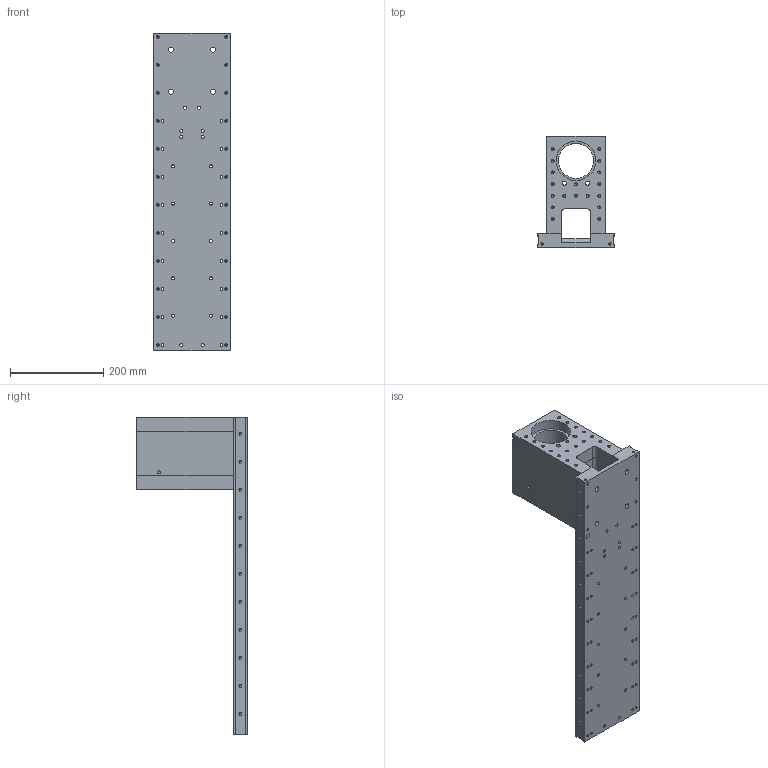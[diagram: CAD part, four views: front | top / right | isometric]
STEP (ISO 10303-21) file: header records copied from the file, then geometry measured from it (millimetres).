
FILE_DESCRIPTION(('FreeCAD Model'),'2;1');
FILE_NAME('Open CASCADE Shape Model','2025-01-13T21:58:12',(''),(''), 'Open CASCADE STEP processor 7.8','FreeCAD','Unknown');
FILE_SCHEMA(('AUTOMOTIVE_DESIGN { 1 0 10303 214 1 1 1 1 }'));
Length unit declared in the file: millimetre
Products named in the file (1): BaseAndHeadstock3DP
Bounding box: 164 x 237.5 x 680 mm (x, y, z)
Volume: 4643954.2 mm3; surface area: 592567.5 mm2
Topology: 1 solids, 1 shells, 290 faces, 794 edges, 513 vertices
Faces by surface type: cylinder 155, plane 94, cone 41
Full cylindrical faces by diameter (mm): 3 x24, 5 x3, 5.6 x42, 6.4 x59, 6.55 x2, 9 x2, 10 x3, 11 x4, 75 x1, 85 x1, 90 x1
Entity records: 38197 total; most frequent: CARTESIAN_POINT 22802, DIRECTION 2829, ORIENTED_EDGE 1508, PCURVE 1508, DEFINITIONAL_REPRESENTATION 1508, LINE 1503, VECTOR 1503, EDGE_CURVE 754
